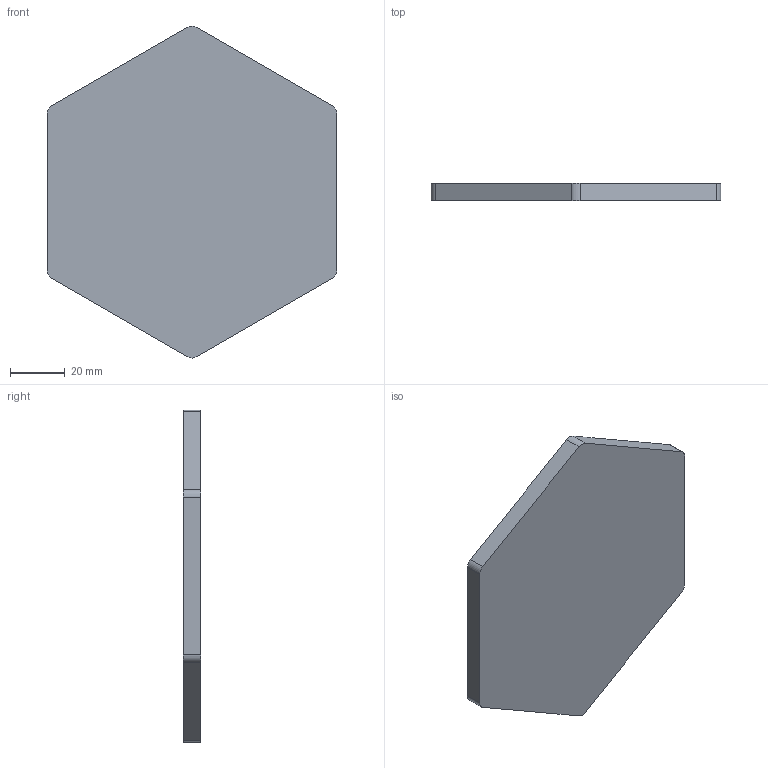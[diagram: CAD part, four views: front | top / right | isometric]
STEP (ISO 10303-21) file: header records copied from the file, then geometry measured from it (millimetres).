
FILE_DESCRIPTION(/* description */ (''),/* implementation_level */ '2;1');
FILE_NAME(/* name */ 'isocoaster.stp',/* time_stamp */ '2024-09-11T18:33:56-04:00',/* author */ ('julia'),/* organization */ (''),/* preprocessor_version */ 'ST-DEVELOPER v18.1',/* originating_system */ 'Autodesk Inventor 2022',/* authorisation */ '');
FILE_SCHEMA (('AUTOMOTIVE_DESIGN { 1 0 10303 214 3 1 1 }'));
Length unit declared in the file: inch
Products named in the file (1): isocoaster
Bounding box: 106.07 x 6.35 x 121.5 mm (x, y, z)
Volume: 28604.6 mm3; surface area: 34597.4 mm2
Topology: 1 solids, 1 shells, 430 faces, 1065 edges, 710 vertices
Faces by surface type: plane 243, cylinder 187
Full cylindrical faces by diameter (mm): 3.8 x19
Entity records: 12905 total; most frequent: DIRECTION 2301, CARTESIAN_POINT 2208, ORIENTED_EDGE 2130, EDGE_CURVE 1065, AXIS2_PLACEMENT_3D 805, VERTEX_POINT 710, LINE 691, VECTOR 691
